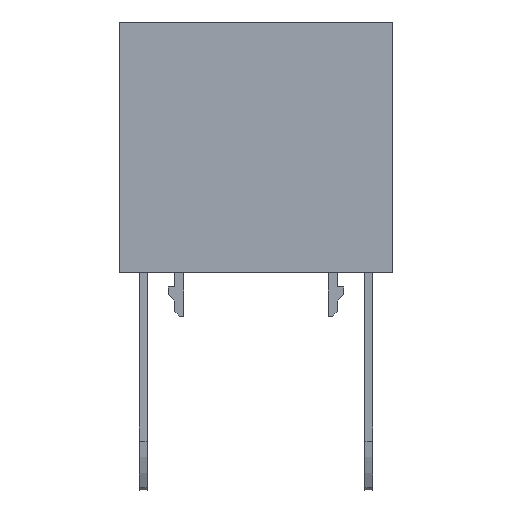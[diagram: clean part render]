
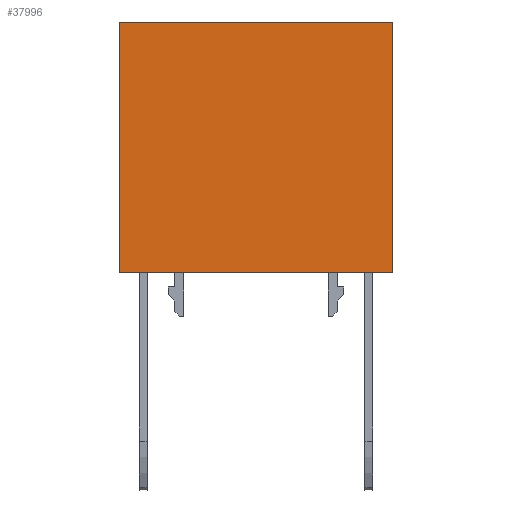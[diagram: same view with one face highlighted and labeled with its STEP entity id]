
A CAD part, front view. The second image highlights one B-rep face of the part: STEP entity #37996.
In plain terms, the highlighted planar face has unit normal (0, -1, 0).
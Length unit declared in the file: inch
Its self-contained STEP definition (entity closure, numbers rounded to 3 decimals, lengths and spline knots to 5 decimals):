
#20485=CARTESIAN_POINT('',(0.57185,-0.15748,0.54429));
#20486=VERTEX_POINT('',#20485);
#20501=CARTESIAN_POINT('',(-0.57185,-0.15748,0.54429));
#20502=VERTEX_POINT('',#20501);
#20509=CARTESIAN_POINT('',(0.57185,-0.15748,0.54429));
#20510=DIRECTION('',(-1.0,0.0,0.0));
#20511=VECTOR('',#20510,1.1437);
#20512=LINE('',#20509,#20511);
#20513=EDGE_CURVE('',#20486,#20502,#20512,.T.);
#37919=CARTESIAN_POINT('',(-0.57185,-0.15748,-0.50492));
#37920=VERTEX_POINT('',#37919);
#37928=CARTESIAN_POINT('',(0.57185,-0.15748,-0.50492));
#37929=VERTEX_POINT('',#37928);
#37936=CARTESIAN_POINT('',(-0.57185,-0.15748,-0.50492));
#37937=DIRECTION('',(1.0,0.0,0.0));
#37938=VECTOR('',#37937,1.1437);
#37939=LINE('',#37936,#37938);
#37940=EDGE_CURVE('',#37920,#37929,#37939,.T.);
#37968=CARTESIAN_POINT('',(0.57185,-0.15748,0.54429));
#37969=DIRECTION('',(0.0,0.0,-1.0));
#37970=VECTOR('',#37969,1.04921);
#37971=LINE('',#37968,#37970);
#37972=EDGE_CURVE('',#20486,#37929,#37971,.T.);
#37980=CARTESIAN_POINT('',(0.57185,-0.15748,0.0));
#37981=DIRECTION('',(0.0,-1.0,0.0));
#37982=DIRECTION('',(0.0,0.0,-1.0));
#37983=AXIS2_PLACEMENT_3D('',#37980,#37981,#37982);
#37984=PLANE('',#37983);
#37985=CARTESIAN_POINT('',(-0.57185,-0.15748,0.54429));
#37986=DIRECTION('',(0.0,0.0,-1.0));
#37987=VECTOR('',#37986,1.04921);
#37988=LINE('',#37985,#37987);
#37989=EDGE_CURVE('',#20502,#37920,#37988,.T.);
#37990=ORIENTED_EDGE('',*,*,#37989,.T.);
#37991=ORIENTED_EDGE('',*,*,#37940,.T.);
#37992=ORIENTED_EDGE('',*,*,#37972,.F.);
#37993=ORIENTED_EDGE('',*,*,#20513,.T.);
#37994=EDGE_LOOP('',(#37990,#37991,#37992,#37993));
#37995=FACE_OUTER_BOUND('',#37994,.T.);
#37996=ADVANCED_FACE('',(#37995),#37984,.T.);
